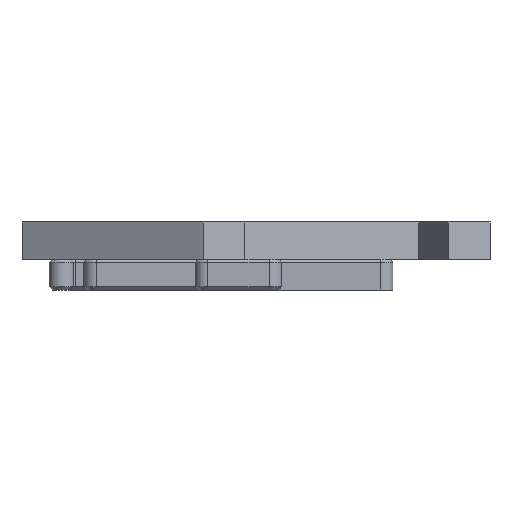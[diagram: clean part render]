
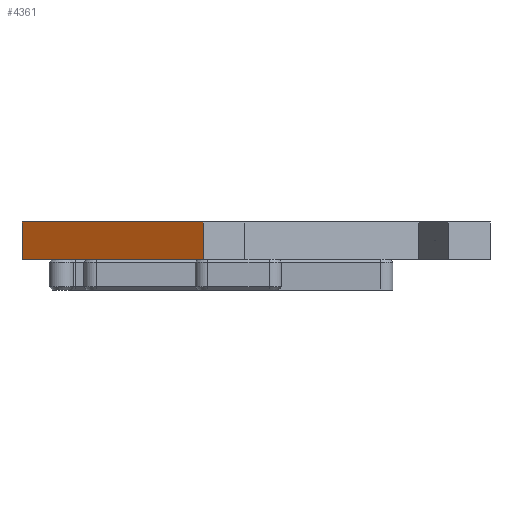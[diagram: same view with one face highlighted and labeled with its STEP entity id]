
A CAD part, front view. The second image highlights one B-rep face of the part: STEP entity #4361.
In plain terms, the highlighted planar face has unit normal (-0.5, -0.866, 0).
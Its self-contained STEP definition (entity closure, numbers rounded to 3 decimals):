
#354=LINE('',#6492,#792);
#369=LINE('',#6521,#807);
#375=LINE('',#6534,#813);
#377=LINE('',#6537,#815);
#792=VECTOR('',#5206,10.);
#807=VECTOR('',#5233,10.);
#813=VECTOR('',#5247,10.);
#815=VECTOR('',#5251,10.);
#1321=FACE_OUTER_BOUND('',#1588,.T.);
#1588=EDGE_LOOP('',(#3183,#3184,#3185,#3186));
#2041=VERTEX_POINT('',#6489);
#2042=VERTEX_POINT('',#6491);
#2050=VERTEX_POINT('',#6519);
#2053=VERTEX_POINT('',#6532);
#2444=EDGE_CURVE('',#2041,#2042,#354,.T.);
#2460=EDGE_CURVE('',#2041,#2050,#369,.T.);
#2467=EDGE_CURVE('',#2053,#2050,#375,.T.);
#2469=EDGE_CURVE('',#2042,#2053,#377,.T.);
#3183=ORIENTED_EDGE('',*,*,#2469,.F.);
#3184=ORIENTED_EDGE('',*,*,#2444,.F.);
#3185=ORIENTED_EDGE('',*,*,#2460,.T.);
#3186=ORIENTED_EDGE('',*,*,#2467,.F.);
#4202=PLANE('',#4662);
#4361=ADVANCED_FACE('',(#1321),#4202,.T.);
#4662=AXIS2_PLACEMENT_3D('',#6538,#5252,#5253);
#5206=DIRECTION('',(-0.866,0.5,0.));
#5233=DIRECTION('',(0.,0.,1.));
#5247=DIRECTION('',(0.866,-0.5,0.));
#5251=DIRECTION('',(0.,0.,1.));
#5252=DIRECTION('center_axis',(-0.5,-0.866,0.));
#5253=DIRECTION('ref_axis',(-0.866,0.5,0.));
#6489=CARTESIAN_POINT('',(-5.703,-43.707,5.));
#6491=CARTESIAN_POINT('',(-35.,-26.793,5.));
#6492=CARTESIAN_POINT('',(-35.,-26.793,5.));
#6519=CARTESIAN_POINT('',(-5.703,-43.707,11.));
#6521=CARTESIAN_POINT('',(-5.703,-43.707,8.));
#6532=CARTESIAN_POINT('',(-35.,-26.793,11.));
#6534=CARTESIAN_POINT('',(-35.,-26.793,11.));
#6537=CARTESIAN_POINT('',(-35.,-26.793,8.));
#6538=CARTESIAN_POINT('Origin',(-5.703,-43.707,8.));
